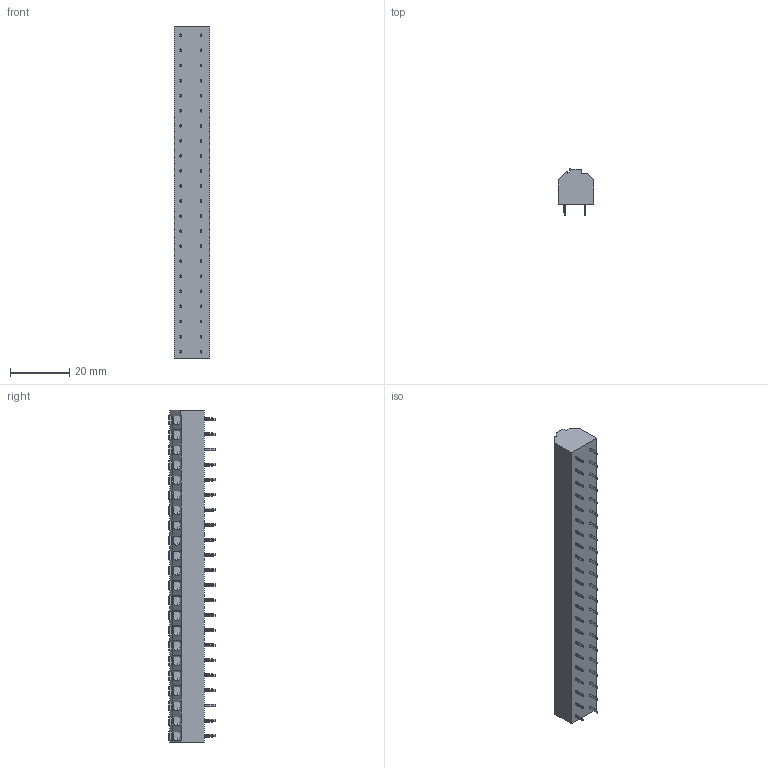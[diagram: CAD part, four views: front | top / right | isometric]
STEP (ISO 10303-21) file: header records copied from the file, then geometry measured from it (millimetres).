
FILE_DESCRIPTION((''),'2;1');
FILE_NAME('PRT0001','2024-09-25T',('sj'),(''),'PRO/ENGINEER BY PARAMETRIC TECHNOLOGY CORPORATION, 2013240','PRO/ENGINEER BY PARAMETRIC TECHNOLOGY CORPORATION, 2013240','');
FILE_SCHEMA(('AUTOMOTIVE_DESIGN_CC2 { 1 2 10303 214 -1 1 5 2 }'));
Length unit declared in the file: millimetre
Products named in the file (1): PRT0001
Bounding box: 12 x 15.57 x 111.99 mm (x, y, z)
Volume: 13433.7 mm3; surface area: 6801.3 mm2
Topology: 1 solids, 1 shells, 1132 faces, 3060 edges, 1996 vertices
Faces by surface type: plane 890, cylinder 198, cone 44
Entity records: 34980 total; most frequent: CARTESIAN_POINT 6452, ORIENTED_EDGE 6120, DIRECTION 5588, EDGE_CURVE 3060, VECTOR 2444, LINE 2444, VERTEX_POINT 1996, AXIS2_PLACEMENT_3D 1572
